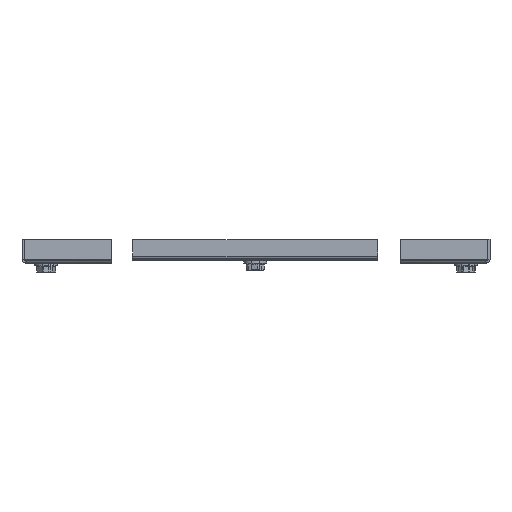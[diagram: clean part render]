
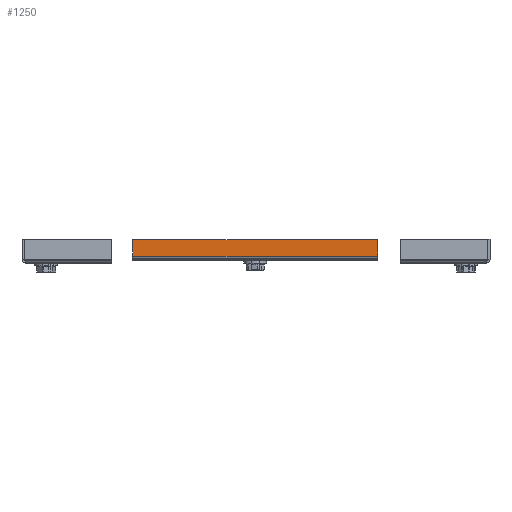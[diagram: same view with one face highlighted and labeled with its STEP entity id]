
A CAD part, front view. The second image highlights one B-rep face of the part: STEP entity #1250.
In plain terms, the highlighted planar face has unit normal (0, -1, 0).
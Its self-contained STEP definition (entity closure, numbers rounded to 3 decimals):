
#403 = CARTESIAN_POINT ( 'NONE',  ( 10.2, -26., 75. ) ) ;
#419 = DIRECTION ( 'NONE',  ( 0., -1., 0. ) ) ;
#935 = EDGE_CURVE ( 'NONE', #4603, #5018, #4954, .T. ) ;
#1141 = DIRECTION ( 'NONE',  ( 0., 0., -1. ) ) ;
#1181 = ORIENTED_EDGE ( 'NONE', *, *, #8295, .F. ) ;
#1210 = ORIENTED_EDGE ( 'NONE', *, *, #935, .F. ) ;
#1233 = AXIS2_PLACEMENT_3D ( 'NONE', #3446, #419, #1141 ) ;
#1250 = ADVANCED_FACE ( 'NONE', ( #6534 ), #4227, .T. ) ;
#1314 = ORIENTED_EDGE ( 'NONE', *, *, #7182, .T. ) ;
#1482 = ORIENTED_EDGE ( 'NONE', *, *, #6813, .T. ) ;
#2229 = CARTESIAN_POINT ( 'NONE',  ( 13., -26., 75. ) ) ;
#2807 = CARTESIAN_POINT ( 'NONE',  ( 0., -26., 75. ) ) ;
#3351 = VECTOR ( 'NONE', #9672, 1000. ) ;
#3446 = CARTESIAN_POINT ( 'NONE',  ( 13., -26., 75. ) ) ;
#3650 = VECTOR ( 'NONE', #4466, 1000. ) ;
#3763 = EDGE_LOOP ( 'NONE', ( #1210, #1181, #1314, #1482 ) ) ;
#4190 = CARTESIAN_POINT ( 'NONE',  ( 13., -26., -75. ) ) ;
#4227 = PLANE ( 'NONE',  #1233 ) ;
#4285 = CARTESIAN_POINT ( 'NONE',  ( 0., -26., -75. ) ) ;
#4422 = LINE ( 'NONE', #403, #3650 ) ;
#4466 = DIRECTION ( 'NONE',  ( 0., 0., -1. ) ) ;
#4603 = VERTEX_POINT ( 'NONE', #5127 ) ;
#4693 = LINE ( 'NONE', #2229, #9474 ) ;
#4954 = LINE ( 'NONE', #4190, #3351 ) ;
#5018 = VERTEX_POINT ( 'NONE', #4285 ) ;
#5127 = CARTESIAN_POINT ( 'NONE',  ( 10.2, -26., -75. ) ) ;
#5373 = CARTESIAN_POINT ( 'NONE',  ( 10.2, -26., 75. ) ) ;
#6228 = CARTESIAN_POINT ( 'NONE',  ( 0., -26., 75. ) ) ;
#6534 = FACE_OUTER_BOUND ( 'NONE', #3763, .T. ) ;
#6813 = EDGE_CURVE ( 'NONE', #8758, #5018, #9314, .T. ) ;
#6939 = DIRECTION ( 'NONE',  ( 0., 0., -1. ) ) ;
#7182 = EDGE_CURVE ( 'NONE', #9332, #8758, #4693, .T. ) ;
#8295 = EDGE_CURVE ( 'NONE', #9332, #4603, #4422, .T. ) ;
#8631 = VECTOR ( 'NONE', #6939, 1000. ) ;
#8758 = VERTEX_POINT ( 'NONE', #2807 ) ;
#9314 = LINE ( 'NONE', #6228, #8631 ) ;
#9332 = VERTEX_POINT ( 'NONE', #5373 ) ;
#9400 = DIRECTION ( 'NONE',  ( -1., 0., 0. ) ) ;
#9474 = VECTOR ( 'NONE', #9400, 1000. ) ;
#9672 = DIRECTION ( 'NONE',  ( -1., 0., 0. ) ) ;
